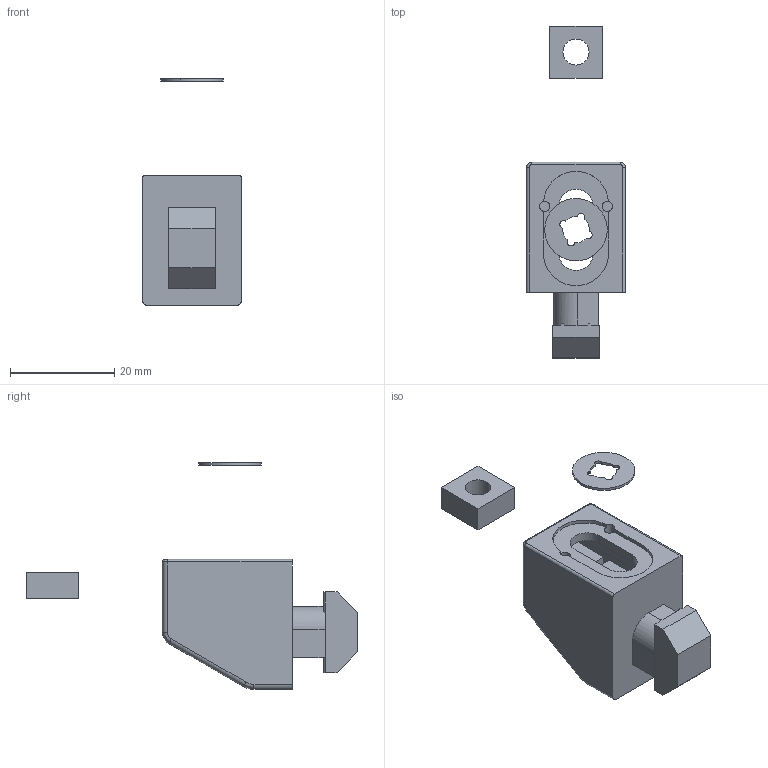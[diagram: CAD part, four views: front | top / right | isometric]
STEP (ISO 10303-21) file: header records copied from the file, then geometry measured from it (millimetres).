
FILE_DESCRIPTION (( 'STEP AP214' ), '1' );
FILE_NAME ('6221130', '2019-01-28T16:57:42', ( '' ), ('JUGARD+KÜNSTNER GmbH'), 'SwSTEP 2.0', 'SolidWorks 2017', '' );
FILE_SCHEMA (( 'AUTOMOTIVE_DESIGN' ));
Length unit declared in the file: millimetre
Products named in the file (4): 6221130; Part1; Part3; Part2
Assembly tree (3 placements, depth 2):
  6221130
    Part1
    Part3
    Part2
Bounding box: 19 x 63.78 x 43.62 mm (x, y, z)
Volume: 6565.7 mm3; surface area: 5157.7 mm2
Topology: 3 solids, 3 shells, 139 faces, 370 edges, 240 vertices
Faces by surface type: plane 82, cylinder 47, bspline 10
Entity records: 6138 total; most frequent: CARTESIAN_POINT 979, ORIENTED_EDGE 740, DIRECTION 718, EDGE_CURVE 370, LINE 256, VECTOR 256, VERTEX_POINT 240, AXIS2_PLACEMENT_3D 231
